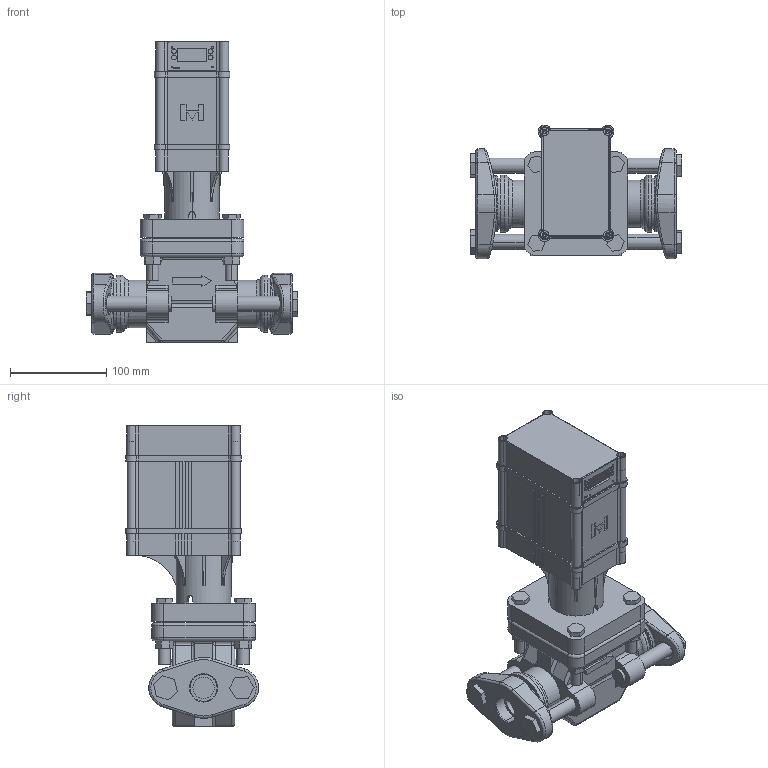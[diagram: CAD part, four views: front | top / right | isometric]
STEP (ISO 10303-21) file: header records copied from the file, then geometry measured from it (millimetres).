
FILE_DESCRIPTION((''),'2;1');
FILE_NAME('MCV_R_20_0.75_SW.stp','2016-07-28T15:32:23',(''),(''),'Mechanical Desktop 2011','Mechanical Desktop 2011',', , ');
FILE_SCHEMA(('CONFIG_CONTROL_DESIGN'));
Length unit declared in the file: inch
Products named in the file (15): Product; MCV_R_20_0.75_SW; 0; BOLT_625; HKS100_075_SW; HKS100_075_SW_1; 75-3454; 75-3451; 75-3453; 75-3447; 75-3450; E-2978 REV A; E-2978 REV A_CPY; BOLT_0; NUT_0
Assembly tree (23 placements, depth 3):
  Product
    MCV_R_20_0.75_SW
      0
      BOLT_625  x4
      HKS100_075_SW
      HKS100_075_SW_1
      75-3454
      75-3451
      75-3453
      75-3447
      75-3450
      E-2978 REV A
      E-2978 REV A_CPY
      BOLT_0  x4
      NUT_0  x4
Bounding box: 219.46 x 138.16 x 313.69 mm (x, y, z)
Volume: 1656124.1 mm3; surface area: 368863 mm2
Topology: 22 solids, 22 shells, 1157 faces, 3145 edges, 2049 vertices
Faces by surface type: cylinder 481, plane 479, bspline 119, torus 41, cone 29, sphere 8
Entity records: 40300 total; most frequent: CARTESIAN_POINT 13398, DIRECTION 5562, ORIENTED_EDGE 5546, EDGE_CURVE 2773, AXIS2_PLACEMENT_3D 2058, VERTEX_POINT 1772, VECTOR 1446, LINE 1446
